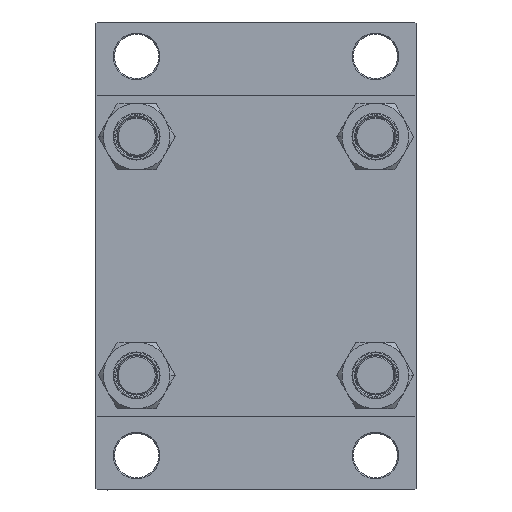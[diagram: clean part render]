
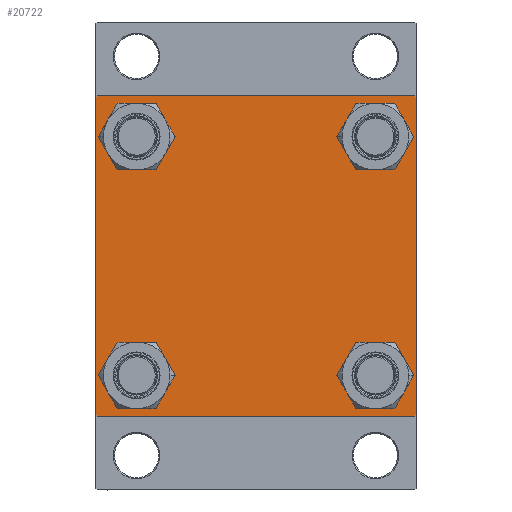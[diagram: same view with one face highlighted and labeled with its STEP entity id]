
A CAD part, left-side view. The second image highlights one B-rep face of the part: STEP entity #20722.
In plain terms, the highlighted planar face has unit normal (-1, 0, 0).
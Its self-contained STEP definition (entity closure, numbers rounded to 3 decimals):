
#105 = DIRECTION ( 'NONE',  ( 0., -1., 0. ) ) ;
#110 = CARTESIAN_POINT ( 'NONE',  ( 0., -48.45, -56.95 ) ) ;
#338 = CARTESIAN_POINT ( 'NONE',  ( 0., 65., 65. ) ) ;
#745 = CIRCLE ( 'NONE', #31594, 8.5 ) ;
#909 = CARTESIAN_POINT ( 'NONE',  ( 0., 48.45, -48.45 ) ) ;
#1003 = DIRECTION ( 'NONE',  ( 0., 0.707, 0.707 ) ) ;
#1083 = DIRECTION ( 'NONE',  ( 0., 0., -1. ) ) ;
#1240 = CARTESIAN_POINT ( 'NONE',  ( 0., -48.45, 48.45 ) ) ;
#1248 = LINE ( 'NONE', #33882, #38471 ) ;
#1589 = DIRECTION ( 'NONE',  ( 0., 0., 1. ) ) ;
#1641 = CIRCLE ( 'NONE', #47159, 8.5 ) ;
#2491 = CARTESIAN_POINT ( 'NONE',  ( 0., -48.45, 48.45 ) ) ;
#2881 = ORIENTED_EDGE ( 'NONE', *, *, #6397, .T. ) ;
#2943 = CARTESIAN_POINT ( 'NONE',  ( 0., -48.45, -39.95 ) ) ;
#3247 = ORIENTED_EDGE ( 'NONE', *, *, #34931, .T. ) ;
#3477 = VERTEX_POINT ( 'NONE', #27422 ) ;
#3485 = ORIENTED_EDGE ( 'NONE', *, *, #38321, .T. ) ;
#3814 = CIRCLE ( 'NONE', #16139, 8.5 ) ;
#3821 = DIRECTION ( 'NONE',  ( 0., 0., 1. ) ) ;
#4129 = ORIENTED_EDGE ( 'NONE', *, *, #12375, .T. ) ;
#4561 = EDGE_LOOP ( 'NONE', ( #40652, #23571 ) ) ;
#4709 = AXIS2_PLACEMENT_3D ( 'NONE', #40740, #7660, #1589 ) ;
#4779 = VERTEX_POINT ( 'NONE', #5357 ) ;
#4871 = FACE_BOUND ( 'NONE', #4561, .T. ) ;
#4944 = CARTESIAN_POINT ( 'NONE',  ( 0., -65., 65. ) ) ;
#5357 = CARTESIAN_POINT ( 'NONE',  ( 0., 48.45, 39.95 ) ) ;
#6227 = LINE ( 'NONE', #38812, #7517 ) ;
#6354 = CARTESIAN_POINT ( 'NONE',  ( 0., 48.45, 56.95 ) ) ;
#6397 = EDGE_CURVE ( 'NONE', #37543, #9036, #1248, .T. ) ;
#7517 = VECTOR ( 'NONE', #28176, 1000. ) ;
#7660 = DIRECTION ( 'NONE',  ( 1., 0., 0. ) ) ;
#8121 = CARTESIAN_POINT ( 'NONE',  ( 0., -64.5, 65. ) ) ;
#8195 = VERTEX_POINT ( 'NONE', #28839 ) ;
#8494 = FACE_BOUND ( 'NONE', #18239, .T. ) ;
#8756 = CIRCLE ( 'NONE', #28826, 8.5 ) ;
#8923 = EDGE_CURVE ( 'NONE', #47183, #3477, #43334, .T. ) ;
#8947 = DIRECTION ( 'NONE',  ( 0., 0., 1. ) ) ;
#9036 = VERTEX_POINT ( 'NONE', #24310 ) ;
#9205 = DIRECTION ( 'NONE',  ( 1., 0., 0. ) ) ;
#9327 = ORIENTED_EDGE ( 'NONE', *, *, #39572, .T. ) ;
#9368 = LINE ( 'NONE', #20962, #19812 ) ;
#9400 = EDGE_CURVE ( 'NONE', #41821, #22891, #1641, .T. ) ;
#9610 = DIRECTION ( 'NONE',  ( 0., -0.707, 0.707 ) ) ;
#9980 = DIRECTION ( 'NONE',  ( 0., 0., -1. ) ) ;
#10486 = CARTESIAN_POINT ( 'NONE',  ( 0., -48.45, -48.45 ) ) ;
#10643 = CARTESIAN_POINT ( 'NONE',  ( 0., -65., 64.5 ) ) ;
#10970 = VERTEX_POINT ( 'NONE', #10643 ) ;
#11128 = DIRECTION ( 'NONE',  ( 0., 0., 1. ) ) ;
#11457 = LINE ( 'NONE', #338, #11615 ) ;
#11615 = VECTOR ( 'NONE', #105, 1000. ) ;
#11814 = VECTOR ( 'NONE', #1003, 1000. ) ;
#12154 = ORIENTED_EDGE ( 'NONE', *, *, #14448, .F. ) ;
#12375 = EDGE_CURVE ( 'NONE', #27312, #4779, #3814, .T. ) ;
#12432 = EDGE_CURVE ( 'NONE', #42060, #8195, #745, .T. ) ;
#12583 = CARTESIAN_POINT ( 'NONE',  ( 0., 0., 0. ) ) ;
#12822 = VECTOR ( 'NONE', #34868, 1000. ) ;
#12988 = CARTESIAN_POINT ( 'NONE',  ( 0., 64.5, -65. ) ) ;
#13142 = DIRECTION ( 'NONE',  ( 0., 0., 1. ) ) ;
#14289 = VERTEX_POINT ( 'NONE', #22371 ) ;
#14327 = VECTOR ( 'NONE', #1083, 1000. ) ;
#14362 = ORIENTED_EDGE ( 'NONE', *, *, #37525, .T. ) ;
#14448 = EDGE_CURVE ( 'NONE', #16411, #26801, #11457, .T. ) ;
#14806 = CARTESIAN_POINT ( 'NONE',  ( 0., 48.45, 48.45 ) ) ;
#15973 = EDGE_CURVE ( 'NONE', #3477, #47183, #42469, .T. ) ;
#16139 = AXIS2_PLACEMENT_3D ( 'NONE', #14806, #29522, #18893 ) ;
#16200 = FACE_BOUND ( 'NONE', #42736, .T. ) ;
#16248 = DIRECTION ( 'NONE',  ( 0., 0., 1. ) ) ;
#16411 = VERTEX_POINT ( 'NONE', #27840 ) ;
#16926 = DIRECTION ( 'NONE',  ( 0., 0., 1. ) ) ;
#17178 = AXIS2_PLACEMENT_3D ( 'NONE', #2491, #39440, #25438 ) ;
#17211 = CARTESIAN_POINT ( 'NONE',  ( 0., -48.45, -48.45 ) ) ;
#17457 = LINE ( 'NONE', #29510, #23577 ) ;
#17486 = EDGE_LOOP ( 'NONE', ( #27096, #17542 ) ) ;
#17542 = ORIENTED_EDGE ( 'NONE', *, *, #12432, .T. ) ;
#17732 = DIRECTION ( 'NONE',  ( 1., 0., 0. ) ) ;
#18239 = EDGE_LOOP ( 'NONE', ( #39737, #22010 ) ) ;
#18893 = DIRECTION ( 'NONE',  ( 0., 0., 1. ) ) ;
#19073 = DIRECTION ( 'NONE',  ( 1., 0., 0. ) ) ;
#19116 = LINE ( 'NONE', #27062, #11814 ) ;
#19266 = DIRECTION ( 'NONE',  ( 1., 0., 0. ) ) ;
#19521 = CARTESIAN_POINT ( 'NONE',  ( 0., 65., 64.5 ) ) ;
#19595 = FACE_OUTER_BOUND ( 'NONE', #46276, .T. ) ;
#19812 = VECTOR ( 'NONE', #9610, 1000. ) ;
#20439 = AXIS2_PLACEMENT_3D ( 'NONE', #44901, #19073, #11128 ) ;
#20488 = EDGE_CURVE ( 'NONE', #8195, #42060, #24909, .T. ) ;
#20722 = ADVANCED_FACE ( 'NONE', ( #46125, #8494, #4871, #16200, #19595 ), #30929, .T. ) ;
#20962 = CARTESIAN_POINT ( 'NONE',  ( 0., -64.75, -64.75 ) ) ;
#22010 = ORIENTED_EDGE ( 'NONE', *, *, #22999, .T. ) ;
#22334 = VERTEX_POINT ( 'NONE', #19521 ) ;
#22371 = CARTESIAN_POINT ( 'NONE',  ( 0., 65., -64.5 ) ) ;
#22471 = ORIENTED_EDGE ( 'NONE', *, *, #29322, .T. ) ;
#22586 = AXIS2_PLACEMENT_3D ( 'NONE', #12583, #42024, #8947 ) ;
#22891 = VERTEX_POINT ( 'NONE', #110 ) ;
#22999 = EDGE_CURVE ( 'NONE', #22891, #41821, #8756, .T. ) ;
#23282 = EDGE_CURVE ( 'NONE', #10970, #26801, #19116, .T. ) ;
#23571 = ORIENTED_EDGE ( 'NONE', *, *, #15973, .T. ) ;
#23577 = VECTOR ( 'NONE', #9980, 1000. ) ;
#23769 = LINE ( 'NONE', #38502, #12822 ) ;
#24310 = CARTESIAN_POINT ( 'NONE',  ( 0., -64.5, -65. ) ) ;
#24909 = CIRCLE ( 'NONE', #17178, 8.5 ) ;
#25301 = CARTESIAN_POINT ( 'NONE',  ( 0., -65., -64.5 ) ) ;
#25438 = DIRECTION ( 'NONE',  ( 0., 0., 1. ) ) ;
#26801 = VERTEX_POINT ( 'NONE', #8121 ) ;
#27062 = CARTESIAN_POINT ( 'NONE',  ( 0., -64.75, 64.75 ) ) ;
#27096 = ORIENTED_EDGE ( 'NONE', *, *, #20488, .T. ) ;
#27312 = VERTEX_POINT ( 'NONE', #6354 ) ;
#27422 = CARTESIAN_POINT ( 'NONE',  ( 0., 48.45, -56.95 ) ) ;
#27840 = CARTESIAN_POINT ( 'NONE',  ( 0., 64.5, 65. ) ) ;
#28061 = ORIENTED_EDGE ( 'NONE', *, *, #23282, .T. ) ;
#28176 = DIRECTION ( 'NONE',  ( 0., 0.707, -0.707 ) ) ;
#28826 = AXIS2_PLACEMENT_3D ( 'NONE', #17211, #46178, #16248 ) ;
#28839 = CARTESIAN_POINT ( 'NONE',  ( 0., -48.45, 56.95 ) ) ;
#29322 = EDGE_CURVE ( 'NONE', #4779, #27312, #33546, .T. ) ;
#29510 = CARTESIAN_POINT ( 'NONE',  ( 0., 65., 65. ) ) ;
#29522 = DIRECTION ( 'NONE',  ( 1., 0., 0. ) ) ;
#30053 = EDGE_CURVE ( 'NONE', #10970, #46571, #38018, .T. ) ;
#30929 = PLANE ( 'NONE',  #22586 ) ;
#31594 = AXIS2_PLACEMENT_3D ( 'NONE', #1240, #9205, #16926 ) ;
#33303 = AXIS2_PLACEMENT_3D ( 'NONE', #909, #19266, #3821 ) ;
#33546 = CIRCLE ( 'NONE', #20439, 8.5 ) ;
#33826 = CARTESIAN_POINT ( 'NONE',  ( 0., -48.45, 39.95 ) ) ;
#33882 = CARTESIAN_POINT ( 'NONE',  ( 0., 65., -65. ) ) ;
#34336 = DIRECTION ( 'NONE',  ( 0., -1., 0. ) ) ;
#34868 = DIRECTION ( 'NONE',  ( 0., -0.707, -0.707 ) ) ;
#34931 = EDGE_CURVE ( 'NONE', #16411, #22334, #6227, .T. ) ;
#37525 = EDGE_CURVE ( 'NONE', #9036, #46571, #9368, .T. ) ;
#37543 = VERTEX_POINT ( 'NONE', #12988 ) ;
#38018 = LINE ( 'NONE', #4944, #14327 ) ;
#38321 = EDGE_CURVE ( 'NONE', #22334, #14289, #17457, .T. ) ;
#38471 = VECTOR ( 'NONE', #34336, 1000. ) ;
#38502 = CARTESIAN_POINT ( 'NONE',  ( 0., 64.75, -64.75 ) ) ;
#38812 = CARTESIAN_POINT ( 'NONE',  ( 0., 64.75, 64.75 ) ) ;
#39440 = DIRECTION ( 'NONE',  ( 1., 0., 0. ) ) ;
#39572 = EDGE_CURVE ( 'NONE', #14289, #37543, #23769, .T. ) ;
#39737 = ORIENTED_EDGE ( 'NONE', *, *, #9400, .T. ) ;
#40652 = ORIENTED_EDGE ( 'NONE', *, *, #8923, .T. ) ;
#40740 = CARTESIAN_POINT ( 'NONE',  ( 0., 48.45, -48.45 ) ) ;
#41821 = VERTEX_POINT ( 'NONE', #2943 ) ;
#42024 = DIRECTION ( 'NONE',  ( -1., 0., 0. ) ) ;
#42060 = VERTEX_POINT ( 'NONE', #33826 ) ;
#42469 = CIRCLE ( 'NONE', #4709, 8.5 ) ;
#42736 = EDGE_LOOP ( 'NONE', ( #4129, #22471 ) ) ;
#43228 = CARTESIAN_POINT ( 'NONE',  ( 0., 48.45, -39.95 ) ) ;
#43334 = CIRCLE ( 'NONE', #33303, 8.5 ) ;
#44901 = CARTESIAN_POINT ( 'NONE',  ( 0., 48.45, 48.45 ) ) ;
#46125 = FACE_BOUND ( 'NONE', #17486, .T. ) ;
#46178 = DIRECTION ( 'NONE',  ( 1., 0., 0. ) ) ;
#46276 = EDGE_LOOP ( 'NONE', ( #3485, #9327, #2881, #14362, #47145, #28061, #12154, #3247 ) ) ;
#46571 = VERTEX_POINT ( 'NONE', #25301 ) ;
#47145 = ORIENTED_EDGE ( 'NONE', *, *, #30053, .F. ) ;
#47159 = AXIS2_PLACEMENT_3D ( 'NONE', #10486, #17732, #13142 ) ;
#47183 = VERTEX_POINT ( 'NONE', #43228 ) ;
